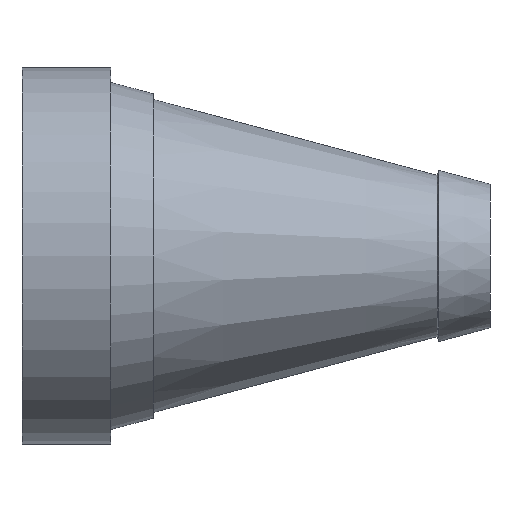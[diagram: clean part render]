
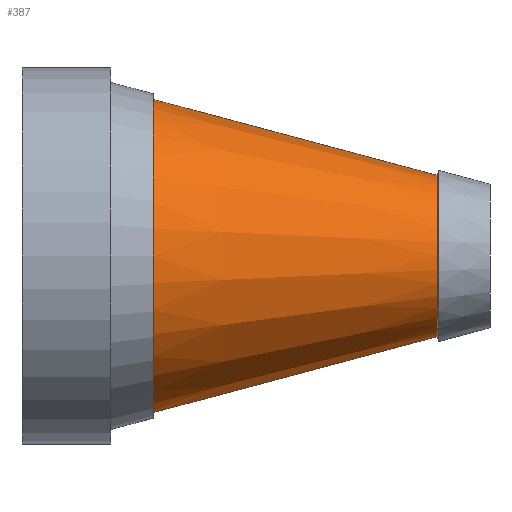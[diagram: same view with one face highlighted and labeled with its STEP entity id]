
A CAD part, left-side view. The second image highlights one B-rep face of the part: STEP entity #387.
In plain terms, the highlighted conical face has half-angle 15 degrees and reference radius 11.549 mm.
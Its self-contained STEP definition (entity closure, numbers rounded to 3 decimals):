
#311=CARTESIAN_POINT('Vertex',(0.,-13.757,22.512)) ;
#318=CARTESIAN_POINT('Vertex',(0.,-13.757,-22.512)) ;
#333=CARTESIAN_POINT('Axis2P3D Location',(0.,-13.757,0.)) ;
#345=CARTESIAN_POINT('Axis2P3D Location',(0.,-54.675,0.)) ;
#350=CARTESIAN_POINT('Line Origine',(0.,-34.216,17.031)) ;
#354=CARTESIAN_POINT('Vertex',(0.,-54.675,11.549)) ;
#361=CARTESIAN_POINT('Vertex',(0.,-54.675,-11.549)) ;
#364=CARTESIAN_POINT('Line Origine',(0.,-34.216,-17.031)) ;
#376=CARTESIAN_POINT('Axis2P3D Location',(0.,-54.675,0.)) ;
#352=VECTOR('Line Direction',#351,1.) ;
#366=VECTOR('Line Direction',#365,1.) ;
#334=DIRECTION('Axis2P3D Direction',(0.,-1.,-0.)) ;
#346=DIRECTION('Axis2P3D Direction',(0.,1.,0.)) ;
#347=DIRECTION('Axis2P3D XDirection',(0.,0.,1.)) ;
#351=DIRECTION('Vector Direction',(0.,0.966,0.259)) ;
#365=DIRECTION('Vector Direction',(0.,0.966,-0.259)) ;
#377=DIRECTION('Axis2P3D Direction',(0.,1.,0.)) ;
#335=AXIS2_PLACEMENT_3D('Circle Axis2P3D',#333,#334,$) ;
#348=AXIS2_PLACEMENT_3D('Cone Axis2P3D',#345,#346,#347) ;
#378=AXIS2_PLACEMENT_3D('Circle Axis2P3D',#376,#377,$) ;
#353=LINE('Line',#350,#352) ;
#367=LINE('Line',#364,#366) ;
#336=CIRCLE('generated circle',#335,22.512) ;
#379=CIRCLE('generated circle',#378,11.549) ;
#349=CONICAL_SURFACE('Cone',#348,11.549,0.262) ;
#337=EDGE_CURVE('',#319,#312,#336,.F.) ;
#356=EDGE_CURVE('',#312,#355,#353,.F.) ;
#368=EDGE_CURVE('',#319,#362,#367,.F.) ;
#380=EDGE_CURVE('',#362,#355,#379,.T.) ;
#382=ORIENTED_EDGE('',*,*,#337,.F.) ;
#383=ORIENTED_EDGE('',*,*,#368,.T.) ;
#384=ORIENTED_EDGE('',*,*,#380,.T.) ;
#385=ORIENTED_EDGE('',*,*,#356,.F.) ;
#381=EDGE_LOOP('',(#382,#383,#384,#385)) ;
#312=VERTEX_POINT('',#311) ;
#319=VERTEX_POINT('',#318) ;
#355=VERTEX_POINT('',#354) ;
#362=VERTEX_POINT('',#361) ;
#387=ADVANCED_FACE('PartBody',(#386),#349,.T.) ;
#386=FACE_OUTER_BOUND('',#381,.T.) ;
